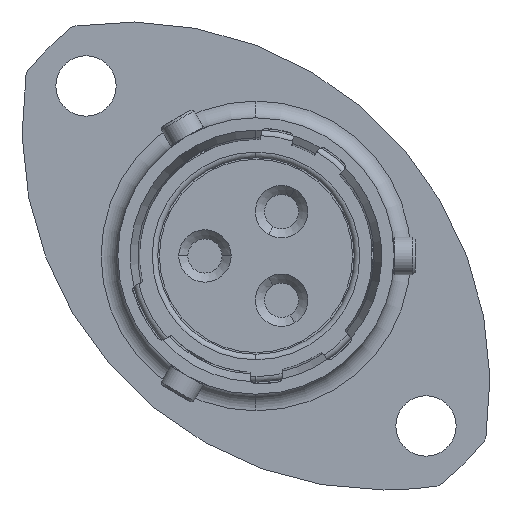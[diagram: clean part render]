
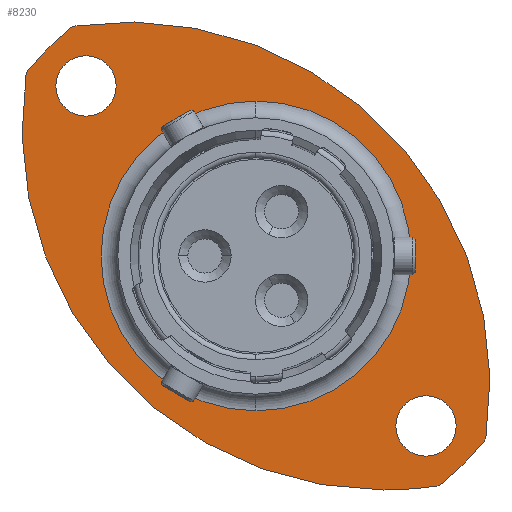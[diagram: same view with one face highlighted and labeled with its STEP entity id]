
A CAD part, left-side view. The second image highlights one B-rep face of the part: STEP entity #8230.
In plain terms, the highlighted planar face has unit normal (-1, 0, 0).
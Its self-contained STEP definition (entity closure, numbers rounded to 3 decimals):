
#98 = EDGE_CURVE ( 'NONE', #2446, #1623, #2222, .T. ) ;
#172 = CARTESIAN_POINT ( 'NONE',  ( 10.945, -3.064, -10.639 ) ) ;
#589 = CARTESIAN_POINT ( 'NONE',  ( 10.945, -0.801, 5.412 ) ) ;
#606 = VERTEX_POINT ( 'NONE', #6533 ) ;
#853 = CARTESIAN_POINT ( 'NONE',  ( 10.945, 15.25, 7.675 ) ) ;
#1054 = DIRECTION ( 'NONE',  ( 0., 0., -1. ) ) ;
#1184 = DIRECTION ( 'NONE',  ( -1., 0., 0. ) ) ;
#1232 = CIRCLE ( 'NONE', #2315, 15.825 ) ;
#1254 = EDGE_CURVE ( 'NONE', #6640, #12127, #1232, .T. ) ;
#1358 = EDGE_CURVE ( 'NONE', #606, #1818, #2630, .T. ) ;
#1623 = VERTEX_POINT ( 'NONE', #10377 ) ;
#1645 = ORIENTED_EDGE ( 'NONE', *, *, #98, .T. ) ;
#1724 = VERTEX_POINT ( 'NONE', #8737 ) ;
#1749 = DIRECTION ( 'NONE',  ( 0., 0., -1. ) ) ;
#1754 = ORIENTED_EDGE ( 'NONE', *, *, #12248, .F. ) ;
#1818 = VERTEX_POINT ( 'NONE', #8649 ) ;
#2186 = CIRCLE ( 'NONE', #10629, 1.625 ) ;
#2222 = CIRCLE ( 'NONE', #3240, 19.5 ) ;
#2315 = AXIS2_PLACEMENT_3D ( 'NONE', #11638, #12539, #7530 ) ;
#2445 = AXIS2_PLACEMENT_3D ( 'NONE', #2877, #4861, #2785 ) ;
#2446 = VERTEX_POINT ( 'NONE', #11996 ) ;
#2630 = CIRCLE ( 'NONE', #4811, 1.625 ) ;
#2785 = DIRECTION ( 'NONE',  ( 0., 0., -1. ) ) ;
#2788 = CARTESIAN_POINT ( 'NONE',  ( 10.945, -3.064, -9.014 ) ) ;
#2855 = EDGE_CURVE ( 'NONE', #1724, #7298, #5845, .T. ) ;
#2867 = CIRCLE ( 'NONE', #5338, 1.625 ) ;
#2877 = CARTESIAN_POINT ( 'NONE',  ( 10.945, 6.093, -1.482 ) ) ;
#2921 = ORIENTED_EDGE ( 'NONE', *, *, #1358, .F. ) ;
#2935 = CARTESIAN_POINT ( 'NONE',  ( 10.945, -0.801, 5.412 ) ) ;
#3052 = AXIS2_PLACEMENT_3D ( 'NONE', #2935, #9899, #12796 ) ;
#3240 = AXIS2_PLACEMENT_3D ( 'NONE', #589, #7514, #8530 ) ;
#3543 = CARTESIAN_POINT ( 'NONE',  ( 10.945, 13.538, -1.482 ) ) ;
#3583 = DIRECTION ( 'NONE',  ( 0., 0., -1. ) ) ;
#3788 = FACE_OUTER_BOUND ( 'NONE', #6231, .T. ) ;
#3828 = EDGE_CURVE ( 'NONE', #12071, #6640, #6820, .T. ) ;
#3958 = DIRECTION ( 'NONE',  ( 0., 0., -1. ) ) ;
#4143 = EDGE_LOOP ( 'NONE', ( #11739, #10672 ) ) ;
#4163 = CARTESIAN_POINT ( 'NONE',  ( 10.945, 15.25, 7.675 ) ) ;
#4235 = DIRECTION ( 'NONE',  ( 0., 0., 1. ) ) ;
#4391 = EDGE_LOOP ( 'NONE', ( #12496, #8329 ) ) ;
#4406 = EDGE_CURVE ( 'NONE', #9289, #10782, #12126, .T. ) ;
#4811 = AXIS2_PLACEMENT_3D ( 'NONE', #853, #6902, #5775 ) ;
#4861 = DIRECTION ( 'NONE',  ( 1., 0., 0. ) ) ;
#4905 = CARTESIAN_POINT ( 'NONE',  ( 10.945, 12.987, -8.377 ) ) ;
#5195 = CARTESIAN_POINT ( 'NONE',  ( 10.945, -3.064, -12.264 ) ) ;
#5338 = AXIS2_PLACEMENT_3D ( 'NONE', #4163, #1184, #6191 ) ;
#5452 = CIRCLE ( 'NONE', #5993, 15.825 ) ;
#5487 = AXIS2_PLACEMENT_3D ( 'NONE', #3543, #9528, #3583 ) ;
#5534 = EDGE_CURVE ( 'NONE', #1623, #12071, #5452, .T. ) ;
#5775 = DIRECTION ( 'NONE',  ( 0., 0., -1. ) ) ;
#5845 = CIRCLE ( 'NONE', #8614, 8.345 ) ;
#5856 = CARTESIAN_POINT ( 'NONE',  ( 10.945, 18.472, 8.376 ) ) ;
#5964 = DIRECTION ( 'NONE',  ( 0., 0., -1. ) ) ;
#5992 = EDGE_CURVE ( 'NONE', #10782, #9289, #2186, .T. ) ;
#5993 = AXIS2_PLACEMENT_3D ( 'NONE', #11107, #7237, #4235 ) ;
#6105 = ORIENTED_EDGE ( 'NONE', *, *, #6765, .T. ) ;
#6191 = DIRECTION ( 'NONE',  ( 0., 0., -1. ) ) ;
#6231 = EDGE_LOOP ( 'NONE', ( #6105, #1645, #8489, #8944, #7087 ) ) ;
#6410 = EDGE_CURVE ( 'NONE', #7298, #1724, #11732, .T. ) ;
#6533 = CARTESIAN_POINT ( 'NONE',  ( 10.945, 15.25, 6.05 ) ) ;
#6640 = VERTEX_POINT ( 'NONE', #7415 ) ;
#6765 = EDGE_CURVE ( 'NONE', #12127, #2446, #11239, .T. ) ;
#6820 = CIRCLE ( 'NONE', #9683, 19.5 ) ;
#6902 = DIRECTION ( 'NONE',  ( -1., 0., 0. ) ) ;
#6993 = DIRECTION ( 'NONE',  ( -1., 0., 0. ) ) ;
#7002 = DIRECTION ( 'NONE',  ( -1., 0., 0. ) ) ;
#7087 = ORIENTED_EDGE ( 'NONE', *, *, #1254, .T. ) ;
#7237 = DIRECTION ( 'NONE',  ( -1., 0., 0. ) ) ;
#7298 = VERTEX_POINT ( 'NONE', #9129 ) ;
#7415 = CARTESIAN_POINT ( 'NONE',  ( 10.945, 15.951, 10.897 ) ) ;
#7514 = DIRECTION ( 'NONE',  ( -1., 0., 0. ) ) ;
#7530 = DIRECTION ( 'NONE',  ( 0., 0., 1. ) ) ;
#7693 = DIRECTION ( 'NONE',  ( -1., 0., 0. ) ) ;
#7962 = DIRECTION ( 'NONE',  ( 1., 0., 0. ) ) ;
#8230 = ADVANCED_FACE ( 'NONE', ( #11938, #10671, #11468, #3788 ), #9305, .F. ) ;
#8329 = ORIENTED_EDGE ( 'NONE', *, *, #4406, .F. ) ;
#8489 = ORIENTED_EDGE ( 'NONE', *, *, #5534, .T. ) ;
#8530 = DIRECTION ( 'NONE',  ( 0., 0., -1. ) ) ;
#8614 = AXIS2_PLACEMENT_3D ( 'NONE', #11884, #7962, #3958 ) ;
#8649 = CARTESIAN_POINT ( 'NONE',  ( 10.945, 15.25, 9.3 ) ) ;
#8737 = CARTESIAN_POINT ( 'NONE',  ( 10.945, 6.093, 6.863 ) ) ;
#8944 = ORIENTED_EDGE ( 'NONE', *, *, #3828, .T. ) ;
#9129 = CARTESIAN_POINT ( 'NONE',  ( 10.945, 6.093, -9.827 ) ) ;
#9289 = VERTEX_POINT ( 'NONE', #2788 ) ;
#9305 = PLANE ( 'NONE',  #5487 ) ;
#9528 = DIRECTION ( 'NONE',  ( 1., 0., 0. ) ) ;
#9566 = CARTESIAN_POINT ( 'NONE',  ( 10.945, -6.286, -11.341 ) ) ;
#9683 = AXIS2_PLACEMENT_3D ( 'NONE', #4905, #7002, #1054 ) ;
#9707 = AXIS2_PLACEMENT_3D ( 'NONE', #9963, #6993, #5964 ) ;
#9899 = DIRECTION ( 'NONE',  ( -1., 0., 0. ) ) ;
#9963 = CARTESIAN_POINT ( 'NONE',  ( 10.945, -3.064, -10.639 ) ) ;
#10377 = CARTESIAN_POINT ( 'NONE',  ( 10.945, -3.765, -13.861 ) ) ;
#10629 = AXIS2_PLACEMENT_3D ( 'NONE', #172, #7693, #1749 ) ;
#10671 = FACE_BOUND ( 'NONE', #11168, .T. ) ;
#10672 = ORIENTED_EDGE ( 'NONE', *, *, #2855, .T. ) ;
#10782 = VERTEX_POINT ( 'NONE', #5195 ) ;
#11107 = CARTESIAN_POINT ( 'NONE',  ( 10.945, 6.093, -1.482 ) ) ;
#11168 = EDGE_LOOP ( 'NONE', ( #2921, #1754 ) ) ;
#11239 = CIRCLE ( 'NONE', #3052, 19.5 ) ;
#11468 = FACE_BOUND ( 'NONE', #4391, .T. ) ;
#11638 = CARTESIAN_POINT ( 'NONE',  ( 10.945, 6.093, -1.482 ) ) ;
#11732 = CIRCLE ( 'NONE', #2445, 8.345 ) ;
#11739 = ORIENTED_EDGE ( 'NONE', *, *, #6410, .T. ) ;
#11884 = CARTESIAN_POINT ( 'NONE',  ( 10.945, 6.093, -1.482 ) ) ;
#11938 = FACE_BOUND ( 'NONE', #4143, .T. ) ;
#11996 = CARTESIAN_POINT ( 'NONE',  ( 10.945, -0.801, -14.088 ) ) ;
#12071 = VERTEX_POINT ( 'NONE', #9566 ) ;
#12126 = CIRCLE ( 'NONE', #9707, 1.625 ) ;
#12127 = VERTEX_POINT ( 'NONE', #5856 ) ;
#12248 = EDGE_CURVE ( 'NONE', #1818, #606, #2867, .T. ) ;
#12496 = ORIENTED_EDGE ( 'NONE', *, *, #5992, .F. ) ;
#12539 = DIRECTION ( 'NONE',  ( -1., 0., 0. ) ) ;
#12796 = DIRECTION ( 'NONE',  ( 0., 0., -1. ) ) ;
